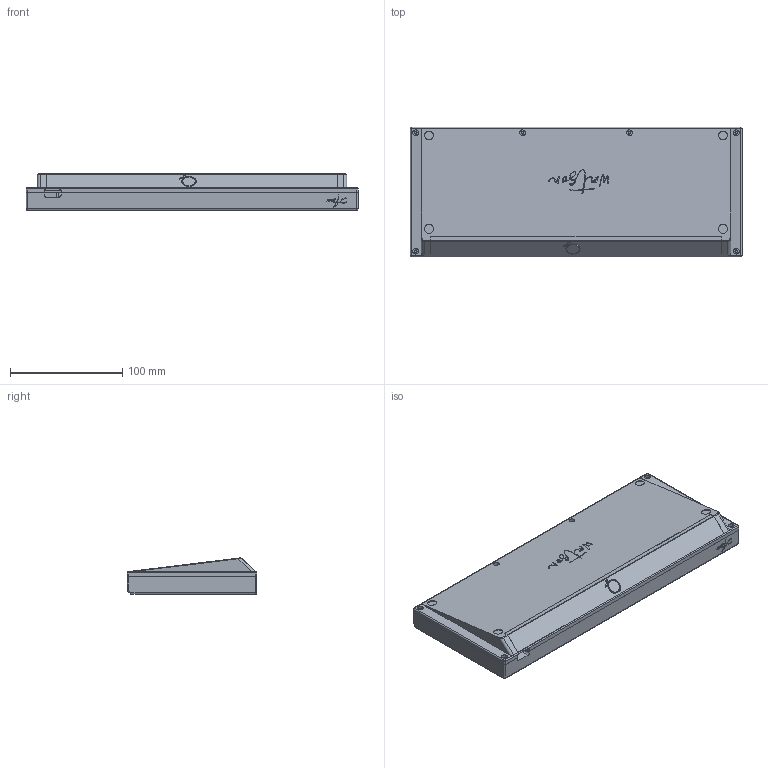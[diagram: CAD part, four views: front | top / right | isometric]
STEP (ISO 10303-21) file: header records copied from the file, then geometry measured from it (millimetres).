
FILE_DESCRIPTION(/* description */ (''),/* implementation_level */ '2;1');
FILE_NAME(/* name */ 'Am v11.step',/* time_stamp */ '2023-04-30T21:22:40+07:00',/* author */ (''),/* organization */ (''),/* preprocessor_version */ 'ST-DEVELOPER v19.2',/* originating_system */ 'Autodesk Translation Framework v12.4.0.73',/* authorisation */ '');
FILE_SCHEMA (('AUTOMOTIVE_DESIGN { 1 0 10303 214 3 1 1 }'));
Length unit declared in the file: millimetre
Products named in the file (1): Am
Bounding box: 296.25 x 115.77 x 32.3 mm (x, y, z)
Volume: 402250.1 mm3; surface area: 168714.8 mm2
Topology: 4 solids, 4 shells, 1328 faces, 3702 edges, 2436 vertices
Faces by surface type: plane 552, cylinder 462, bspline 276, cone 28, sphere 10
Full cylindrical faces by diameter (mm): 2.075 x18, 2.5 x18, 5 x10, 8 x4, 11.128 x1
Entity records: 45661 total; most frequent: CARTESIAN_POINT 12175, ORIENTED_EDGE 7404, DIRECTION 6203, EDGE_CURVE 3702, VERTEX_POINT 2436, LINE 2199, VECTOR 2199, AXIS2_PLACEMENT_3D 2002
